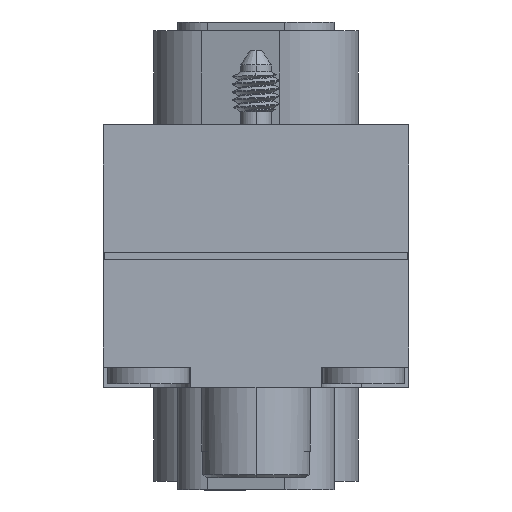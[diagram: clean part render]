
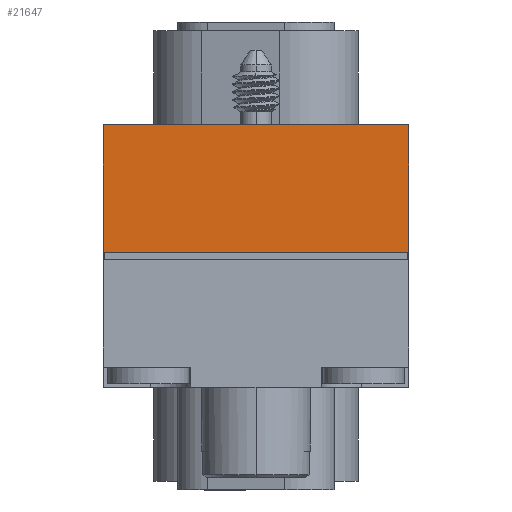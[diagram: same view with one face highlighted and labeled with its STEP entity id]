
A CAD part, left-side view. The second image highlights one B-rep face of the part: STEP entity #21647.
In plain terms, the highlighted face is planar.
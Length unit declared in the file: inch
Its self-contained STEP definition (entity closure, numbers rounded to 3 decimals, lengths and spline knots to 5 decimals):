
#411 = PLANE ( 'NONE',  #54399 ) ;
#5389 = CARTESIAN_POINT ( 'NONE',  ( 1.53044, 0.391, -0.455 ) ) ;
#5899 = DIRECTION ( 'NONE',  ( 0., 0., 1. ) ) ;
#5956 = ORIENTED_EDGE ( 'NONE', *, *, #48879, .T. ) ;
#11383 = CARTESIAN_POINT ( 'NONE',  ( 1.53044, -0.01, 0.455 ) ) ;
#13003 = VERTEX_POINT ( 'NONE', #28218 ) ;
#13924 = EDGE_LOOP ( 'NONE', ( #23676, #5956, #41665, #60429 ) ) ;
#14532 = DIRECTION ( 'NONE',  ( 0., 0., -1. ) ) ;
#15922 = CARTESIAN_POINT ( 'NONE',  ( 1.53044, -0.01, -0.455 ) ) ;
#17762 = LINE ( 'NONE', #41283, #48384 ) ;
#18524 = VERTEX_POINT ( 'NONE', #15922 ) ;
#20827 = EDGE_CURVE ( 'NONE', #66827, #13003, #43718, .T. ) ;
#21647 = ADVANCED_FACE ( 'NONE', ( #61525 ), #411, .F. ) ;
#22913 = VECTOR ( 'NONE', #14532, 39.37008 ) ;
#23676 = ORIENTED_EDGE ( 'NONE', *, *, #36786, .F. ) ;
#24323 = DIRECTION ( 'NONE',  ( 0., -1., 0. ) ) ;
#28218 = CARTESIAN_POINT ( 'NONE',  ( 1.53044, -0.391, -0.455 ) ) ;
#33869 = EDGE_CURVE ( 'NONE', #18524, #13003, #63783, .T. ) ;
#36786 = EDGE_CURVE ( 'NONE', #51557, #18524, #40372, .T. ) ;
#40372 = LINE ( 'NONE', #47434, #61107 ) ;
#41283 = CARTESIAN_POINT ( 'NONE',  ( 1.53044, 0.391, 0.455 ) ) ;
#41387 = DIRECTION ( 'NONE',  ( 0., 0., -1. ) ) ;
#41665 = ORIENTED_EDGE ( 'NONE', *, *, #20827, .T. ) ;
#43718 = LINE ( 'NONE', #49018, #22913 ) ;
#45109 = CARTESIAN_POINT ( 'NONE',  ( 1.53044, -0.391, 0.455 ) ) ;
#46056 = CARTESIAN_POINT ( 'NONE',  ( 1.53044, 0.391, -0.455 ) ) ;
#47434 = CARTESIAN_POINT ( 'NONE',  ( 1.53044, -0.01, -0.455 ) ) ;
#48384 = VECTOR ( 'NONE', #24323, 39.37008 ) ;
#48415 = VECTOR ( 'NONE', #64218, 39.37008 ) ;
#48879 = EDGE_CURVE ( 'NONE', #51557, #66827, #17762, .T. ) ;
#49018 = CARTESIAN_POINT ( 'NONE',  ( 1.53044, -0.391, -0.455 ) ) ;
#51437 = DIRECTION ( 'NONE',  ( -1., 0., 0. ) ) ;
#51557 = VERTEX_POINT ( 'NONE', #11383 ) ;
#54399 = AXIS2_PLACEMENT_3D ( 'NONE', #5389, #51437, #5899 ) ;
#60429 = ORIENTED_EDGE ( 'NONE', *, *, #33869, .F. ) ;
#61107 = VECTOR ( 'NONE', #41387, 39.37008 ) ;
#61525 = FACE_OUTER_BOUND ( 'NONE', #13924, .T. ) ;
#63783 = LINE ( 'NONE', #46056, #48415 ) ;
#64218 = DIRECTION ( 'NONE',  ( 0., -1., 0. ) ) ;
#66827 = VERTEX_POINT ( 'NONE', #45109 ) ;
